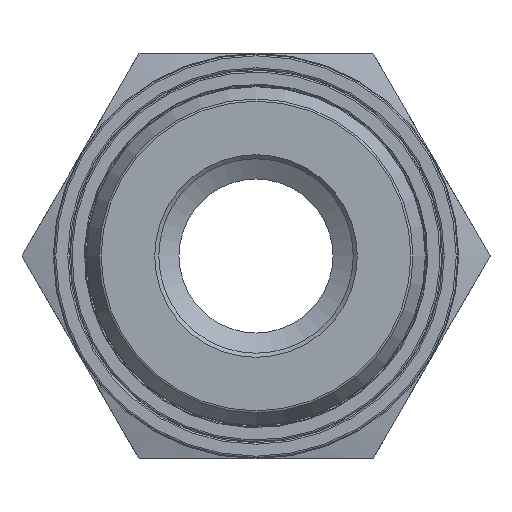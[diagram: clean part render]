
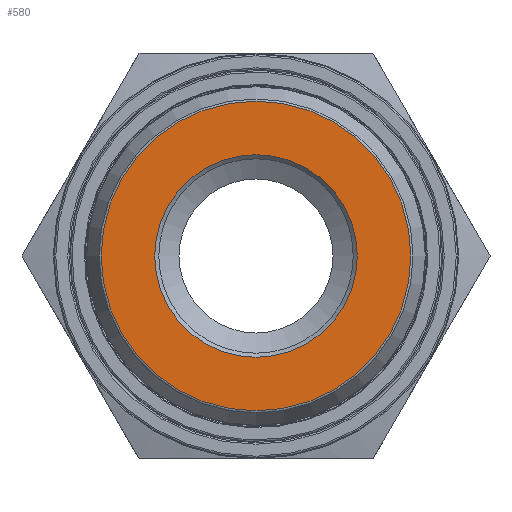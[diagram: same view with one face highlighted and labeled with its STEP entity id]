
A CAD part, left-side view. The second image highlights one B-rep face of the part: STEP entity #580.
In plain terms, the highlighted planar face has unit normal (-1, 0, 0).
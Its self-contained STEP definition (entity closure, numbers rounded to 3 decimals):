
#371=FACE_BOUND('',#712,.T.);
#372=FACE_BOUND('',#713,.T.);
#511=CIRCLE('',#1385,12.5);
#512=CIRCLE('',#1386,19.107);
#580=ADVANCED_FACE('',(#371,#372),#647,.T.);
#647=PLANE('',#1387);
#712=EDGE_LOOP('',(#949));
#713=EDGE_LOOP('',(#950));
#949=ORIENTED_EDGE('',*,*,#1253,.T.);
#950=ORIENTED_EDGE('',*,*,#1254,.T.);
#1138=VERTEX_POINT('',#2092);
#1139=VERTEX_POINT('',#2094);
#1253=EDGE_CURVE('',#1138,#1138,#511,.T.);
#1254=EDGE_CURVE('',#1139,#1139,#512,.T.);
#1385=AXIS2_PLACEMENT_3D('',#2091,#1590,#1591);
#1386=AXIS2_PLACEMENT_3D('',#2093,#1592,#1593);
#1387=AXIS2_PLACEMENT_3D('',#2095,#1594,#1595);
#1590=DIRECTION('',(1.,0.,0.));
#1591=DIRECTION('',(0.,0.,1.));
#1592=DIRECTION('',(-1.,0.,0.));
#1593=DIRECTION('',(0.,0.,1.));
#1594=DIRECTION('',(-1.,0.,0.));
#1595=DIRECTION('',(0.,0.,1.));
#2091=CARTESIAN_POINT('',(0.,0.,0.));
#2092=CARTESIAN_POINT('',(0.,0.,12.5));
#2093=CARTESIAN_POINT('',(0.,0.,0.));
#2094=CARTESIAN_POINT('',(0.,0.,19.107));
#2095=CARTESIAN_POINT('',(0.,0.,0.));
